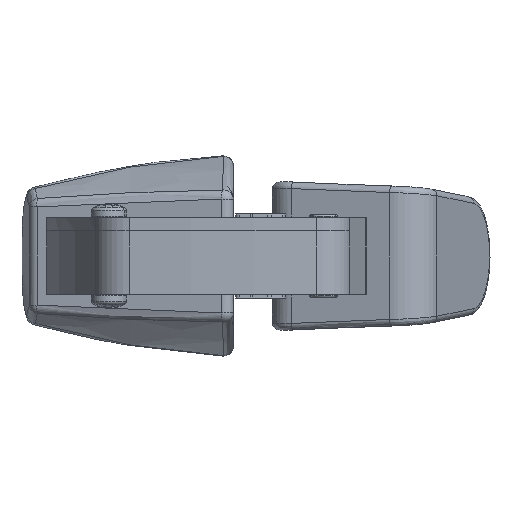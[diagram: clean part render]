
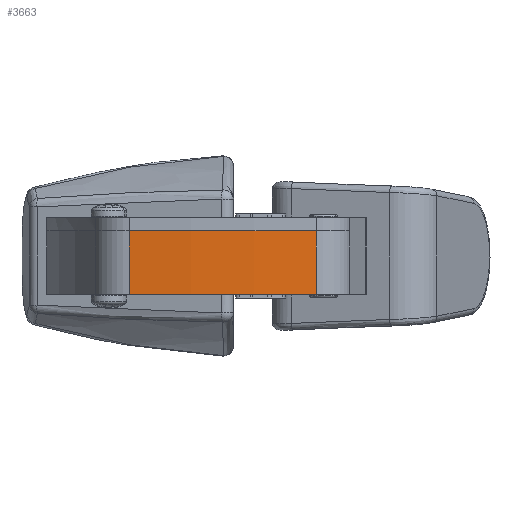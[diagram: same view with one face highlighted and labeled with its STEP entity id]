
A CAD part, left-side view. The second image highlights one B-rep face of the part: STEP entity #3663.
In plain terms, the highlighted cylindrical face has radius 150 mm (diameter 300 mm), a partial arc.
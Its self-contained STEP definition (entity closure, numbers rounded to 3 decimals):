
#758=AXIS2_PLACEMENT_3D('Circle Axis2P3D',#756,#757,$) ;
#3636=AXIS2_PLACEMENT_3D('Cylinder Axis2P3D',#3633,#3634,#3635) ;
#3654=AXIS2_PLACEMENT_3D('Circle Axis2P3D',#3652,#3653,$) ;
#690=CARTESIAN_POINT('Vertex',(0.516,54.667,9.357)) ;
#753=CARTESIAN_POINT('Vertex',(0.847,26.322,9.357)) ;
#756=CARTESIAN_POINT('Axis2P3D Location',(150.,42.237,9.357)) ;
#3633=CARTESIAN_POINT('Axis2P3D Location',(150.,42.237,10.357)) ;
#3638=CARTESIAN_POINT('Line Origine',(0.516,54.667,10.357)) ;
#3642=CARTESIAN_POINT('Vertex',(0.516,54.667,18.957)) ;
#3645=CARTESIAN_POINT('Line Origine',(0.847,26.322,10.357)) ;
#3649=CARTESIAN_POINT('Vertex',(0.847,26.322,18.957)) ;
#3652=CARTESIAN_POINT('Axis2P3D Location',(150.,42.237,18.957)) ;
#757=DIRECTION('Axis2P3D Direction',(0.,0.,1.)) ;
#3634=DIRECTION('Axis2P3D Direction',(0.,0.,1.)) ;
#3635=DIRECTION('Axis2P3D XDirection',(-0.997,0.083,0.)) ;
#3639=DIRECTION('Vector Direction',(0.,0.,1.)) ;
#3646=DIRECTION('Vector Direction',(0.,0.,1.)) ;
#3653=DIRECTION('Axis2P3D Direction',(0.,0.,1.)) ;
#3640=VECTOR('Line Direction',#3639,1.) ;
#3647=VECTOR('Line Direction',#3646,1.) ;
#3658=ORIENTED_EDGE('',*,*,#3644,.F.) ;
#3659=ORIENTED_EDGE('',*,*,#760,.T.) ;
#3660=ORIENTED_EDGE('',*,*,#3651,.T.) ;
#3661=ORIENTED_EDGE('',*,*,#3656,.F.) ;
#3663=ADVANCED_FACE('Hauptk\X2\00F6\X0\rper',(#3662),#3637,.T.) ;
#759=CIRCLE('generated circle',#758,150.) ;
#3655=CIRCLE('generated circle',#3654,150.) ;
#3637=CYLINDRICAL_SURFACE('generated cylinder',#3636,150.) ;
#760=EDGE_CURVE('',#691,#754,#759,.T.) ;
#3644=EDGE_CURVE('',#691,#3643,#3641,.T.) ;
#3651=EDGE_CURVE('',#754,#3650,#3648,.T.) ;
#3656=EDGE_CURVE('',#3643,#3650,#3655,.T.) ;
#3657=EDGE_LOOP('',(#3658,#3659,#3660,#3661)) ;
#3662=FACE_OUTER_BOUND('',#3657,.T.) ;
#3641=LINE('Line',#3638,#3640) ;
#3648=LINE('Line',#3645,#3647) ;
#691=VERTEX_POINT('',#690) ;
#754=VERTEX_POINT('',#753) ;
#3643=VERTEX_POINT('',#3642) ;
#3650=VERTEX_POINT('',#3649) ;
